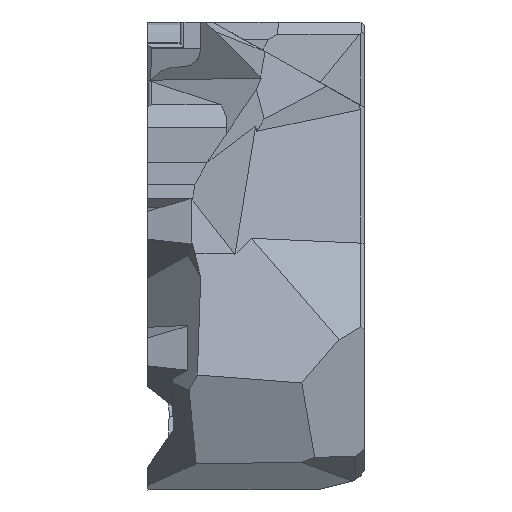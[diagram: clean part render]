
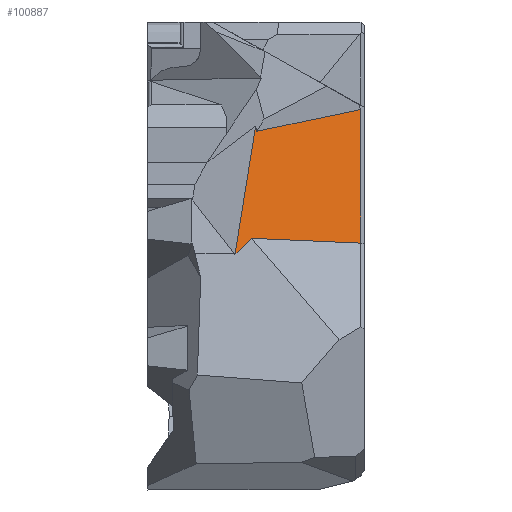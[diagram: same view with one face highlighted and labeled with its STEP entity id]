
A CAD part, left-side view. The second image highlights one B-rep face of the part: STEP entity #100887.
In plain terms, the highlighted planar face has unit normal (-0.981, -0.174, 0.086).
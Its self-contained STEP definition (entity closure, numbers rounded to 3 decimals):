
#31017 = PLANE('',#31018);
#31018 = AXIS2_PLACEMENT_3D('',#31019,#31020,#31021);
#31019 = CARTESIAN_POINT('',(-28.012,-20.535,
    49.267));
#31020 = DIRECTION('',(-0.965,-0.219,-0.147));
#31021 = DIRECTION('',(-0.148,-0.014,
    0.989));
#31045 = PLANE('',#31046);
#31046 = AXIS2_PLACEMENT_3D('',#31047,#31048,#31049);
#31047 = CARTESIAN_POINT('',(-29.009,-27.157,
    21.722));
#31048 = DIRECTION('',(-0.704,-0.707,
    0.062));
#31049 = DIRECTION('',(0.087,0.,
    0.996));
#63304 = PLANE('',#63305);
#63305 = AXIS2_PLACEMENT_3D('',#63306,#63307,#63308);
#63306 = CARTESIAN_POINT('',(-30.586,-26.953,
    42.656));
#63307 = DIRECTION('',(-0.996,0.084,
    0.033));
#63308 = DIRECTION('',(0.09,0.96,0.266)
  );
#63335 = PLANE('',#63336);
#63336 = AXIS2_PLACEMENT_3D('',#63337,#63338,#63339);
#63337 = CARTESIAN_POINT('',(-29.021,-7.159,
    42.491));
#63338 = DIRECTION('',(0.977,-0.164,-0.14));
#63339 = DIRECTION('',(0.142,0.,0.99)
  );
#63880 = PLANE('',#63881);
#63881 = AXIS2_PLACEMENT_3D('',#63882,#63883,#63884);
#63882 = CARTESIAN_POINT('',(-31.121,-27.5,
    32.254));
#63883 = DIRECTION('',(0.965,0.,
    -0.261));
#63884 = DIRECTION('',(-0.261,0.,
    -0.965));
#74480 = VERTEX_POINT('',#74481);
#74481 = CARTESIAN_POINT('',(-26.741,-26.914,
    50.435));
#74505 = VERTEX_POINT('',#74506);
#74506 = CARTESIAN_POINT('',(-29.304,-13.79,
    47.688));
#74527 = EDGE_CURVE('',#74505,#74480,#74528,.T.);
#74528 = SURFACE_CURVE('',#74529,(#74533,#74540),.PCURVE_S1.);
#74529 = LINE('',#74530,#74531);
#74530 = CARTESIAN_POINT('',(-27.504,-23.008,
    49.617));
#74531 = VECTOR('',#74532,1.);
#74532 = DIRECTION('',(0.188,-0.961,0.201));
#74533 = PCURVE('',#31017,#74534);
#74534 = DEFINITIONAL_REPRESENTATION('',(#74535),#74539);
#74535 = LINE('',#74536,#74537);
#74536 = CARTESIAN_POINT('',(0.307,-2.53));
#74537 = VECTOR('',#74538,1.);
#74538 = DIRECTION('',(0.185,-0.983));
#74539 = ( GEOMETRIC_REPRESENTATION_CONTEXT(2) 
PARAMETRIC_REPRESENTATION_CONTEXT() REPRESENTATION_CONTEXT('2D SPACE',''
  ) );
#74540 = PCURVE('',#74541,#74546);
#74541 = PLANE('',#74542);
#74542 = AXIS2_PLACEMENT_3D('',#74543,#74544,#74545);
#74543 = CARTESIAN_POINT('',(-27.483,-27.5,
    40.772));
#74544 = DIRECTION('',(0.981,0.174,-0.086)
  );
#74545 = DIRECTION('',(-0.087,0.,
    -0.996));
#74546 = DEFINITIONAL_REPRESENTATION('',(#74547),#74551);
#74547 = LINE('',#74548,#74549);
#74548 = CARTESIAN_POINT('',(-8.809,4.561));
#74549 = VECTOR('',#74550,1.);
#74550 = DIRECTION('',(-0.217,-0.976));
#74551 = ( GEOMETRIC_REPRESENTATION_CONTEXT(2) 
PARAMETRIC_REPRESENTATION_CONTEXT() REPRESENTATION_CONTEXT('2D SPACE',''
  ) );
#74559 = EDGE_CURVE('',#74480,#74560,#74562,.T.);
#74560 = VERTEX_POINT('',#74561);
#74561 = CARTESIAN_POINT('',(-28.217,-26.914,
    33.563));
#74562 = SURFACE_CURVE('',#74563,(#74567,#74574),.PCURVE_S1.);
#74563 = LINE('',#74564,#74565);
#74564 = CARTESIAN_POINT('',(-29.251,-26.914,
    21.743));
#74565 = VECTOR('',#74566,1.);
#74566 = DIRECTION('',(-0.087,0.,
    -0.996));
#74567 = PCURVE('',#31045,#74568);
#74568 = DEFINITIONAL_REPRESENTATION('',(#74569),#74573);
#74569 = LINE('',#74570,#74571);
#74570 = CARTESIAN_POINT('',(0.,0.343));
#74571 = VECTOR('',#74572,1.);
#74572 = DIRECTION('',(-1.,0.));
#74573 = ( GEOMETRIC_REPRESENTATION_CONTEXT(2) 
PARAMETRIC_REPRESENTATION_CONTEXT() REPRESENTATION_CONTEXT('2D SPACE',''
  ) );
#74574 = PCURVE('',#74541,#74575);
#74575 = DEFINITIONAL_REPRESENTATION('',(#74576),#74580);
#74576 = LINE('',#74577,#74578);
#74577 = CARTESIAN_POINT('',(19.111,0.595));
#74578 = VECTOR('',#74579,1.);
#74579 = DIRECTION('',(1.,0.));
#74580 = ( GEOMETRIC_REPRESENTATION_CONTEXT(2) 
PARAMETRIC_REPRESENTATION_CONTEXT() REPRESENTATION_CONTEXT('2D SPACE',''
  ) );
#94623 = EDGE_CURVE('',#94624,#74505,#94626,.T.);
#94624 = VERTEX_POINT('',#94625);
#94625 = CARTESIAN_POINT('',(-29.271,-13.651,
    48.353));
#94626 = SURFACE_CURVE('',#94627,(#94631,#94638),.PCURVE_S1.);
#94627 = LINE('',#94628,#94629);
#94628 = CARTESIAN_POINT('',(-29.728,-15.539,
    39.309));
#94629 = VECTOR('',#94630,1.);
#94630 = DIRECTION('',(-0.049,-0.204,
    -0.978));
#94631 = PCURVE('',#63304,#94632);
#94632 = DEFINITIONAL_REPRESENTATION('',(#94633),#94637);
#94633 = LINE('',#94634,#94635);
#94634 = CARTESIAN_POINT('',(10.143,6.272));
#94635 = VECTOR('',#94636,1.);
#94636 = DIRECTION('',(-0.46,0.888));
#94637 = ( GEOMETRIC_REPRESENTATION_CONTEXT(2) 
PARAMETRIC_REPRESENTATION_CONTEXT() REPRESENTATION_CONTEXT('2D SPACE',''
  ) );
#94638 = PCURVE('',#74541,#94639);
#94639 = DEFINITIONAL_REPRESENTATION('',(#94640),#94644);
#94640 = LINE('',#94641,#94642);
#94641 = CARTESIAN_POINT('',(1.653,12.146));
#94642 = VECTOR('',#94643,1.);
#94643 = DIRECTION('',(0.978,-0.207));
#94644 = ( GEOMETRIC_REPRESENTATION_CONTEXT(2) 
PARAMETRIC_REPRESENTATION_CONTEXT() REPRESENTATION_CONTEXT('2D SPACE',''
  ) );
#94694 = EDGE_CURVE('',#94624,#94695,#94697,.T.);
#94695 = VERTEX_POINT('',#94696);
#94696 = CARTESIAN_POINT('',(-31.151,-11.042,
    32.142));
#94697 = SURFACE_CURVE('',#94698,(#94702,#94709),.PCURVE_S1.);
#94698 = LINE('',#94699,#94700);
#94699 = CARTESIAN_POINT('',(-29.942,-12.72,
    42.57));
#94700 = VECTOR('',#94701,1.);
#94701 = DIRECTION('',(-0.114,0.158,-0.981));
#94702 = PCURVE('',#63335,#94703);
#94703 = DEFINITIONAL_REPRESENTATION('',(#94704),#94708);
#94704 = LINE('',#94705,#94706);
#94705 = CARTESIAN_POINT('',(-0.053,5.637));
#94706 = VECTOR('',#94707,1.);
#94707 = DIRECTION('',(-0.987,-0.16));
#94708 = ( GEOMETRIC_REPRESENTATION_CONTEXT(2) 
PARAMETRIC_REPRESENTATION_CONTEXT() REPRESENTATION_CONTEXT('2D SPACE',''
  ) );
#94709 = PCURVE('',#74541,#94710);
#94710 = DEFINITIONAL_REPRESENTATION('',(#94711),#94715);
#94711 = LINE('',#94712,#94713);
#94712 = CARTESIAN_POINT('',(-1.576,15.008));
#94713 = VECTOR('',#94714,1.);
#94714 = DIRECTION('',(0.987,0.16));
#94715 = ( GEOMETRIC_REPRESENTATION_CONTEXT(2) 
PARAMETRIC_REPRESENTATION_CONTEXT() REPRESENTATION_CONTEXT('2D SPACE',''
  ) );
#95217 = VERTEX_POINT('',#95218);
#95218 = CARTESIAN_POINT('',(-30.604,-13.131,
    34.17));
#95232 = PLANE('',#95233);
#95233 = AXIS2_PLACEMENT_3D('',#95234,#95235,#95236);
#95234 = CARTESIAN_POINT('',(-33.002,-27.5,
    22.322));
#95235 = DIRECTION('',(0.903,0.174,-0.393));
#95236 = DIRECTION('',(-0.399,0.,
    -0.917));
#95244 = EDGE_CURVE('',#94695,#95217,#95245,.T.);
#95245 = SURFACE_CURVE('',#95246,(#95250,#95257),.PCURVE_S1.);
#95246 = LINE('',#95247,#95248);
#95247 = CARTESIAN_POINT('',(-28.391,-21.577,
    42.369));
#95248 = VECTOR('',#95249,1.);
#95249 = DIRECTION('',(0.185,-0.705,0.685));
#95250 = PCURVE('',#63880,#95251);
#95251 = DEFINITIONAL_REPRESENTATION('',(#95252),#95256);
#95252 = LINE('',#95253,#95254);
#95253 = CARTESIAN_POINT('',(-10.476,5.923));
#95254 = VECTOR('',#95255,1.);
#95255 = DIRECTION('',(-0.709,-0.705));
#95256 = ( GEOMETRIC_REPRESENTATION_CONTEXT(2) 
PARAMETRIC_REPRESENTATION_CONTEXT() REPRESENTATION_CONTEXT('2D SPACE',''
  ) );
#95257 = PCURVE('',#74541,#95258);
#95258 = DEFINITIONAL_REPRESENTATION('',(#95259),#95263);
#95259 = LINE('',#95260,#95261);
#95260 = CARTESIAN_POINT('',(-1.512,6.014));
#95261 = VECTOR('',#95262,1.);
#95262 = DIRECTION('',(-0.698,-0.716));
#95263 = ( GEOMETRIC_REPRESENTATION_CONTEXT(2) 
PARAMETRIC_REPRESENTATION_CONTEXT() REPRESENTATION_CONTEXT('2D SPACE',''
  ) );
#100887 = ADVANCED_FACE('',(#100888),#74541,.F.);
#100888 = FACE_BOUND('',#100889,.T.);
#100889 = EDGE_LOOP('',(#100890,#100891,#100892,#100893,#100894,#100895)
  );
#100890 = ORIENTED_EDGE('',*,*,#74559,.F.);
#100891 = ORIENTED_EDGE('',*,*,#74527,.F.);
#100892 = ORIENTED_EDGE('',*,*,#94623,.F.);
#100893 = ORIENTED_EDGE('',*,*,#94694,.T.);
#100894 = ORIENTED_EDGE('',*,*,#95244,.T.);
#100895 = ORIENTED_EDGE('',*,*,#100896,.F.);
#100896 = EDGE_CURVE('',#74560,#95217,#100897,.T.);
#100897 = SURFACE_CURVE('',#100898,(#100902,#100909),.PCURVE_S1.);
#100898 = LINE('',#100899,#100900);
#100899 = CARTESIAN_POINT('',(-28.163,-27.228,
    33.549));
#100900 = VECTOR('',#100901,1.);
#100901 = DIRECTION('',(-0.17,0.984,
    0.043));
#100902 = PCURVE('',#74541,#100903);
#100903 = DEFINITIONAL_REPRESENTATION('',(#100904),#100908);
#100904 = LINE('',#100905,#100906);
#100905 = CARTESIAN_POINT('',(7.255,0.276));
#100906 = VECTOR('',#100907,1.);
#100907 = DIRECTION('',(-0.028,1.));
#100908 = ( GEOMETRIC_REPRESENTATION_CONTEXT(2) 
PARAMETRIC_REPRESENTATION_CONTEXT() REPRESENTATION_CONTEXT('2D SPACE',''
  ) );
#100909 = PCURVE('',#95232,#100910);
#100910 = DEFINITIONAL_REPRESENTATION('',(#100911),#100915);
#100911 = LINE('',#100912,#100913);
#100912 = CARTESIAN_POINT('',(-12.226,0.276));
#100913 = VECTOR('',#100914,1.);
#100914 = DIRECTION('',(0.028,1.));
#100915 = ( GEOMETRIC_REPRESENTATION_CONTEXT(2) 
PARAMETRIC_REPRESENTATION_CONTEXT() REPRESENTATION_CONTEXT('2D SPACE',''
  ) );
